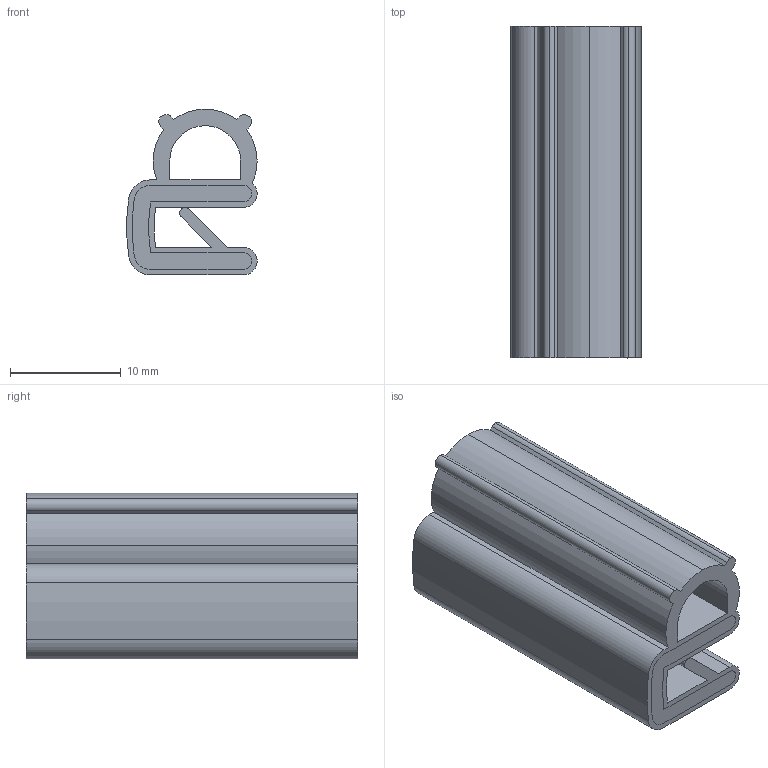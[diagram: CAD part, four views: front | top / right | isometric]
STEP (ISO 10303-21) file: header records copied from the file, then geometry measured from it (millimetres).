
FILE_DESCRIPTION (( 'STEP AP203' ), '1' );
FILE_NAME ('CG04.402 Siyah Plastik Teller Metal.STEP', '2022-06-27T04:30:59', ( '' ), ( '' ), 'SwSTEP 2.0', 'SolidWorks 2021', '' );
FILE_SCHEMA (( 'CONFIG_CONTROL_DESIGN' ));
Length unit declared in the file: millimetre
Products named in the file (1): CG04.402 Siyah Plastik Teller Metal
Bounding box: 11.78 x 30 x 15 mm (x, y, z)
Surface area: 4583.7 mm2 (no closed solid volume)
Topology: 0 solids, 2 shells, 48 faces, 155 edges, 109 vertices
Faces by surface type: cylinder 25, plane 23
Entity records: 1823 total; most frequent: DIRECTION 317, CARTESIAN_POINT 313, ORIENTED_EDGE 286, EDGE_CURVE 155, AXIS2_PLACEMENT_3D 113, VERTEX_POINT 109, VECTOR 91, LINE 91
